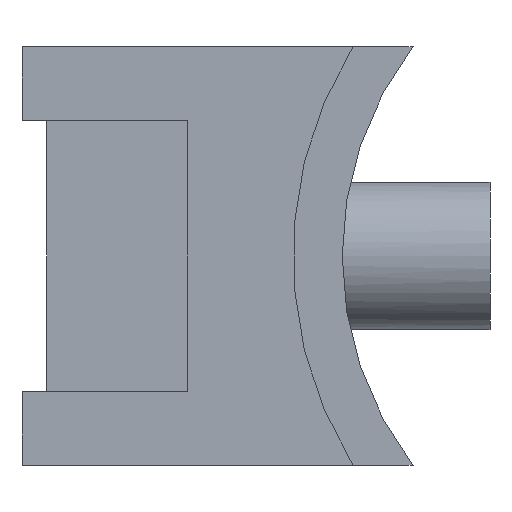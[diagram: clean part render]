
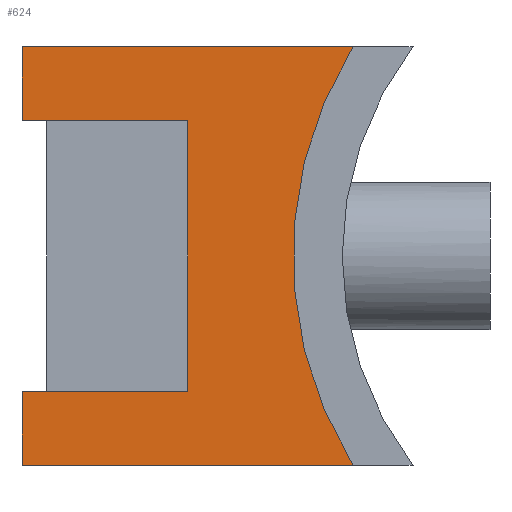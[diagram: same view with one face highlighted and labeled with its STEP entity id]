
A CAD part, front view. The second image highlights one B-rep face of the part: STEP entity #624.
In plain terms, the highlighted planar face has unit normal (0, -1, 0).
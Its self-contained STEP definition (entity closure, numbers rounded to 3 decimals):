
#32=CIRCLE('',#675,16.);
#66=FACE_OUTER_BOUND('',#102,.T.);
#102=EDGE_LOOP('',(#525,#526,#527,#528,#529,#530,#531,#532));
#143=LINE('',#923,#211);
#148=LINE('',#933,#216);
#151=LINE('',#938,#219);
#153=LINE('',#943,#221);
#156=LINE('',#948,#224);
#161=LINE('',#963,#229);
#168=LINE('',#1058,#236);
#211=VECTOR('',#757,10.);
#216=VECTOR('',#766,10.);
#219=VECTOR('',#771,10.);
#221=VECTOR('',#777,10.);
#224=VECTOR('',#782,10.);
#229=VECTOR('',#797,10.);
#236=VECTOR('',#818,10.);
#269=VERTEX_POINT('',#920);
#270=VERTEX_POINT('',#922);
#273=VERTEX_POINT('',#932);
#274=VERTEX_POINT('',#936);
#275=VERTEX_POINT('',#942);
#276=VERTEX_POINT('',#946);
#281=VERTEX_POINT('',#962);
#286=VERTEX_POINT('',#976);
#334=EDGE_CURVE('',#270,#269,#143,.T.);
#339=EDGE_CURVE('',#269,#273,#148,.T.);
#342=EDGE_CURVE('',#273,#274,#151,.T.);
#344=EDGE_CURVE('',#270,#275,#153,.T.);
#347=EDGE_CURVE('',#276,#274,#156,.T.);
#354=EDGE_CURVE('',#275,#281,#161,.T.);
#361=EDGE_CURVE('',#286,#281,#32,.T.);
#368=EDGE_CURVE('',#286,#276,#168,.T.);
#525=ORIENTED_EDGE('',*,*,#342,.T.);
#526=ORIENTED_EDGE('',*,*,#347,.F.);
#527=ORIENTED_EDGE('',*,*,#368,.F.);
#528=ORIENTED_EDGE('',*,*,#361,.T.);
#529=ORIENTED_EDGE('',*,*,#354,.F.);
#530=ORIENTED_EDGE('',*,*,#344,.F.);
#531=ORIENTED_EDGE('',*,*,#334,.T.);
#532=ORIENTED_EDGE('',*,*,#339,.T.);
#559=PLANE('',#684);
#624=ADVANCED_FACE('',(#66),#559,.F.);
#675=AXIS2_PLACEMENT_3D('',#977,#810,#811);
#684=AXIS2_PLACEMENT_3D('',#1069,#833,#834);
#757=DIRECTION('',(1.,0.,0.));
#766=DIRECTION('',(0.,0.,-1.));
#771=DIRECTION('',(-1.,0.,0.));
#777=DIRECTION('',(0.,0.,1.));
#782=DIRECTION('',(0.,0.,1.));
#797=DIRECTION('',(1.,0.,0.));
#810=DIRECTION('center_axis',(0.,1.,0.));
#811=DIRECTION('ref_axis',(1.,0.,0.));
#818=DIRECTION('',(-1.,0.,0.));
#833=DIRECTION('center_axis',(0.,1.,0.));
#834=DIRECTION('ref_axis',(0.,0.,1.));
#920=CARTESIAN_POINT('',(-20.278,0.,5.5));
#922=CARTESIAN_POINT('',(-27.,0.,5.5));
#923=CARTESIAN_POINT('',(-23.031,0.,5.5));
#932=CARTESIAN_POINT('',(-20.278,0.,-5.5));
#933=CARTESIAN_POINT('',(-20.278,0.,2.75));
#936=CARTESIAN_POINT('',(-27.,0.,-5.5));
#938=CARTESIAN_POINT('',(-23.031,0.,-5.5));
#942=CARTESIAN_POINT('',(-27.,0.,8.5));
#943=CARTESIAN_POINT('',(-27.,0.,-8.5));
#946=CARTESIAN_POINT('',(-27.,0.,-8.5));
#948=CARTESIAN_POINT('',(-27.,0.,-8.5));
#962=CARTESIAN_POINT('',(-13.555,0.,8.5));
#963=CARTESIAN_POINT('',(-27.,0.,8.5));
#976=CARTESIAN_POINT('',(-13.555,0.,-8.5));
#977=CARTESIAN_POINT('Origin',(0.,0.,0.));
#1058=CARTESIAN_POINT('',(-11.124,0.,-8.5));
#1069=CARTESIAN_POINT('Origin',(-19.062,0.,0.));
